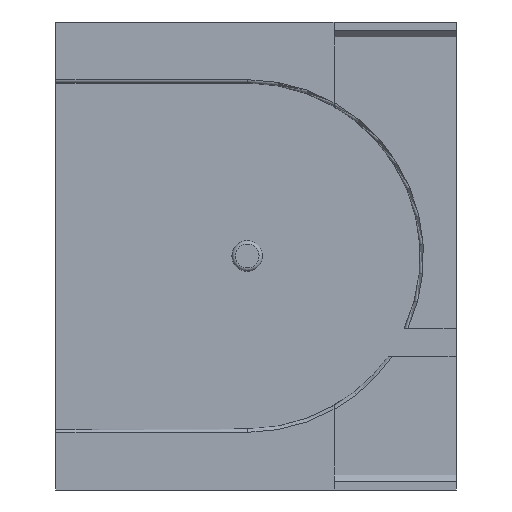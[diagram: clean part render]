
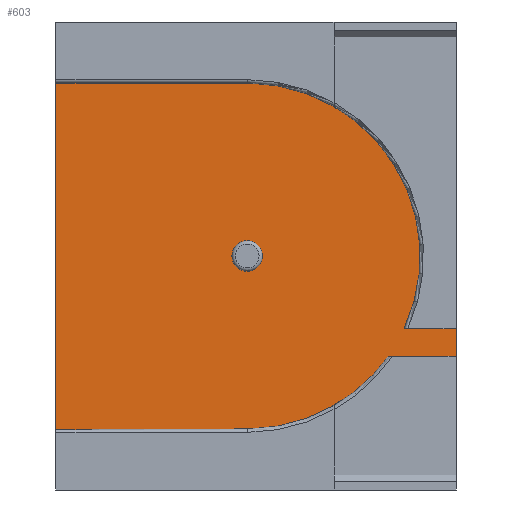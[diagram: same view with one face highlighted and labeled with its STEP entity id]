
A CAD part, left-side view. The second image highlights one B-rep face of the part: STEP entity #603.
In plain terms, the highlighted planar face has unit normal (-1, 0, 0).
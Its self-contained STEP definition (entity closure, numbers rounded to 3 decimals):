
#15=FACE_BOUND('',#231,.T.);
#33=PLANE('',#667);
#58=LINE('',#949,#121);
#66=LINE('',#1015,#129);
#73=LINE('',#1031,#136);
#76=LINE('',#1040,#139);
#79=LINE('',#1046,#142);
#85=LINE('',#1058,#148);
#121=VECTOR('',#730,10.);
#129=VECTOR('',#754,10.);
#136=VECTOR('',#765,10.);
#139=VECTOR('',#778,10.);
#142=VECTOR('',#783,10.);
#148=VECTOR('',#795,10.);
#197=FACE_OUTER_BOUND('',#230,.T.);
#230=EDGE_LOOP('',(#497,#498,#499,#500,#501,#502,#503,#504));
#231=EDGE_LOOP('',(#505));
#248=CIRCLE('',#636,2.25);
#251=CIRCLE('',#643,25.5);
#256=CIRCLE('',#651,25.5);
#263=VERTEX_POINT('',#854);
#275=VERTEX_POINT('',#911);
#276=VERTEX_POINT('',#913);
#282=VERTEX_POINT('',#946);
#283=VERTEX_POINT('',#948);
#287=VERTEX_POINT('',#958);
#292=VERTEX_POINT('',#1013);
#299=VERTEX_POINT('',#1029);
#302=VERTEX_POINT('',#1044);
#322=EDGE_CURVE('',#263,#263,#248,.T.);
#336=EDGE_CURVE('',#275,#276,#251,.T.);
#344=EDGE_CURVE('',#282,#283,#58,.T.);
#350=EDGE_CURVE('',#287,#282,#256,.T.);
#358=EDGE_CURVE('',#292,#287,#66,.T.);
#366=EDGE_CURVE('',#299,#292,#73,.T.);
#371=EDGE_CURVE('',#276,#299,#76,.T.);
#374=EDGE_CURVE('',#302,#275,#79,.T.);
#380=EDGE_CURVE('',#283,#302,#85,.T.);
#497=ORIENTED_EDGE('',*,*,#350,.F.);
#498=ORIENTED_EDGE('',*,*,#358,.F.);
#499=ORIENTED_EDGE('',*,*,#366,.F.);
#500=ORIENTED_EDGE('',*,*,#371,.F.);
#501=ORIENTED_EDGE('',*,*,#336,.F.);
#502=ORIENTED_EDGE('',*,*,#374,.F.);
#503=ORIENTED_EDGE('',*,*,#380,.F.);
#504=ORIENTED_EDGE('',*,*,#344,.F.);
#505=ORIENTED_EDGE('',*,*,#322,.T.);
#603=ADVANCED_FACE('',(#197,#15),#33,.T.);
#636=AXIS2_PLACEMENT_3D('',#856,#694,#695);
#643=AXIS2_PLACEMENT_3D('',#914,#716,#717);
#651=AXIS2_PLACEMENT_3D('',#960,#739,#740);
#667=AXIS2_PLACEMENT_3D('',#1057,#793,#794);
#694=DIRECTION('center_axis',(1.,0.,0.));
#695=DIRECTION('ref_axis',(0.,0.,1.));
#716=DIRECTION('center_axis',(1.,0.,0.));
#717=DIRECTION('ref_axis',(0.,0.,1.));
#730=DIRECTION('',(0.,-1.,0.));
#739=DIRECTION('center_axis',(1.,0.,0.));
#740=DIRECTION('ref_axis',(0.,0.,1.));
#754=DIRECTION('',(0.,-1.,0.));
#765=DIRECTION('',(0.,0.,1.));
#778=DIRECTION('',(0.,1.,-0.003));
#783=DIRECTION('',(0.,1.,0.));
#793=DIRECTION('center_axis',(-1.,0.,0.));
#794=DIRECTION('ref_axis',(0.,0.,1.));
#795=DIRECTION('',(0.,0.,-1.));
#854=CARTESIAN_POINT('',(3.,30.8,-2.25));
#856=CARTESIAN_POINT('Origin',(3.,30.8,0.));
#911=CARTESIAN_POINT('',(3.,10.,-14.752));
#913=CARTESIAN_POINT('',(3.,30.716,-25.5));
#914=CARTESIAN_POINT('Origin',(3.,30.8,0.));
#946=CARTESIAN_POINT('',(3.,7.677,-10.752));
#948=CARTESIAN_POINT('',(3.,0.,-10.752));
#949=CARTESIAN_POINT('',(3.,6.339,-10.752));
#958=CARTESIAN_POINT('',(3.,30.716,25.5));
#960=CARTESIAN_POINT('Origin',(3.,30.8,0.));
#1013=CARTESIAN_POINT('',(3.,59.,25.5));
#1015=CARTESIAN_POINT('',(3.,30.716,25.5));
#1029=CARTESIAN_POINT('',(3.,59.,-25.594));
#1031=CARTESIAN_POINT('',(3.,59.,-0.023));
#1040=CARTESIAN_POINT('',(3.,30.716,-25.5));
#1044=CARTESIAN_POINT('',(3.,0.,-14.752));
#1046=CARTESIAN_POINT('',(3.,2.5,-14.752));
#1057=CARTESIAN_POINT('Origin',(3.,32.15,-0.047));
#1058=CARTESIAN_POINT('',(3.,0.,10.874));
